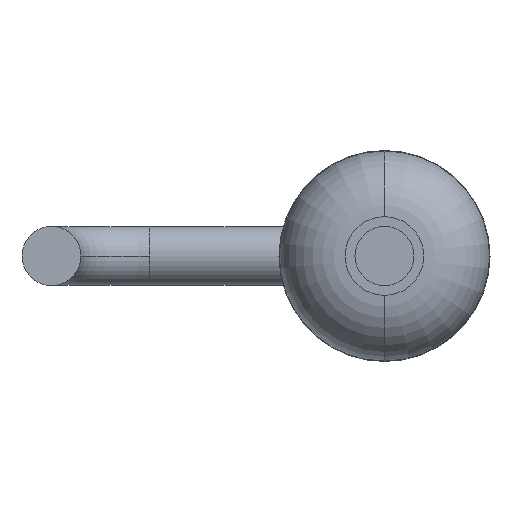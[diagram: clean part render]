
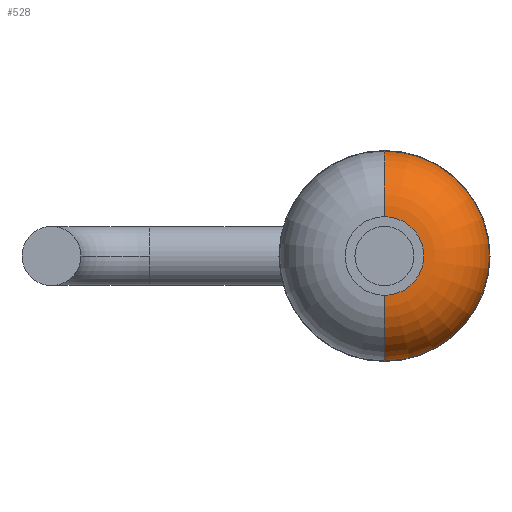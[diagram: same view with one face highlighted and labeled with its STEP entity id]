
A CAD part, front view. The second image highlights one B-rep face of the part: STEP entity #528.
In plain terms, the highlighted toroidal (fillet/blend) face has major radius 0.3 mm and minor radius 0.5 mm.
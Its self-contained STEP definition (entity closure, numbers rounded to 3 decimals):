
#107 = CARTESIAN_POINT ( 'NONE',  ( 0., 0.5, 0.3 ) ) ;
#167 = CARTESIAN_POINT ( 'NONE',  ( 0., 0.5, -0.3 ) ) ;
#177 = AXIS2_PLACEMENT_3D ( 'NONE', #981, #709, #875 ) ;
#204 = EDGE_CURVE ( 'NONE', #793, #484, #668, .T. ) ;
#232 = CIRCLE ( 'NONE', #903, 0.3 ) ;
#237 = CARTESIAN_POINT ( 'NONE',  ( 0., 0.5, 0. ) ) ;
#280 = DIRECTION ( 'NONE',  ( -1., 0., 0. ) ) ;
#313 = VERTEX_POINT ( 'NONE', #1106 ) ;
#314 = CARTESIAN_POINT ( 'NONE',  ( 0., 1., -0.8 ) ) ;
#350 = VERTEX_POINT ( 'NONE', #107 ) ;
#357 = AXIS2_PLACEMENT_3D ( 'NONE', #830, #1024, #384 ) ;
#360 = ORIENTED_EDGE ( 'NONE', *, *, #1125, .T. ) ;
#384 = DIRECTION ( 'NONE',  ( 0., 0., -1. ) ) ;
#459 = CIRCLE ( 'NONE', #814, 0.5 ) ;
#484 = VERTEX_POINT ( 'NONE', #167 ) ;
#528 = ADVANCED_FACE ( 'NONE', ( #797 ), #835, .T. ) ;
#595 = DIRECTION ( 'NONE',  ( 0., -1., 0. ) ) ;
#628 = ORIENTED_EDGE ( 'NONE', *, *, #204, .F. ) ;
#668 = CIRCLE ( 'NONE', #978, 0.5 ) ;
#670 = DIRECTION ( 'NONE',  ( 0., 0., -1. ) ) ;
#709 = DIRECTION ( 'NONE',  ( 0., -1., 0. ) ) ;
#739 = EDGE_LOOP ( 'NONE', ( #1158, #360, #1169, #628 ) ) ;
#772 = EDGE_CURVE ( 'NONE', #793, #313, #816, .T. ) ;
#791 = CARTESIAN_POINT ( 'NONE',  ( 0., 1., -0.3 ) ) ;
#793 = VERTEX_POINT ( 'NONE', #314 ) ;
#795 = DIRECTION ( 'NONE',  ( 0., 0., 1. ) ) ;
#797 = FACE_OUTER_BOUND ( 'NONE', #739, .T. ) ;
#814 = AXIS2_PLACEMENT_3D ( 'NONE', #1033, #1050, #670 ) ;
#816 = CIRCLE ( 'NONE', #357, 0.8 ) ;
#830 = CARTESIAN_POINT ( 'NONE',  ( 0., 1., 0. ) ) ;
#835 = TOROIDAL_SURFACE ( 'NONE', #177, 0.3, 0.5 ) ;
#861 = DIRECTION ( 'NONE',  ( 0., 0., -1. ) ) ;
#875 = DIRECTION ( 'NONE',  ( 0., 0., -1. ) ) ;
#903 = AXIS2_PLACEMENT_3D ( 'NONE', #237, #595, #861 ) ;
#978 = AXIS2_PLACEMENT_3D ( 'NONE', #791, #280, #795 ) ;
#981 = CARTESIAN_POINT ( 'NONE',  ( 0., 1., 0. ) ) ;
#1024 = DIRECTION ( 'NONE',  ( 0., -1., 0. ) ) ;
#1033 = CARTESIAN_POINT ( 'NONE',  ( 0., 1., 0.3 ) ) ;
#1039 = EDGE_CURVE ( 'NONE', #484, #350, #232, .T. ) ;
#1050 = DIRECTION ( 'NONE',  ( 1., 0., 0. ) ) ;
#1106 = CARTESIAN_POINT ( 'NONE',  ( 0., 1., 0.8 ) ) ;
#1125 = EDGE_CURVE ( 'NONE', #313, #350, #459, .T. ) ;
#1158 = ORIENTED_EDGE ( 'NONE', *, *, #772, .T. ) ;
#1169 = ORIENTED_EDGE ( 'NONE', *, *, #1039, .F. ) ;
